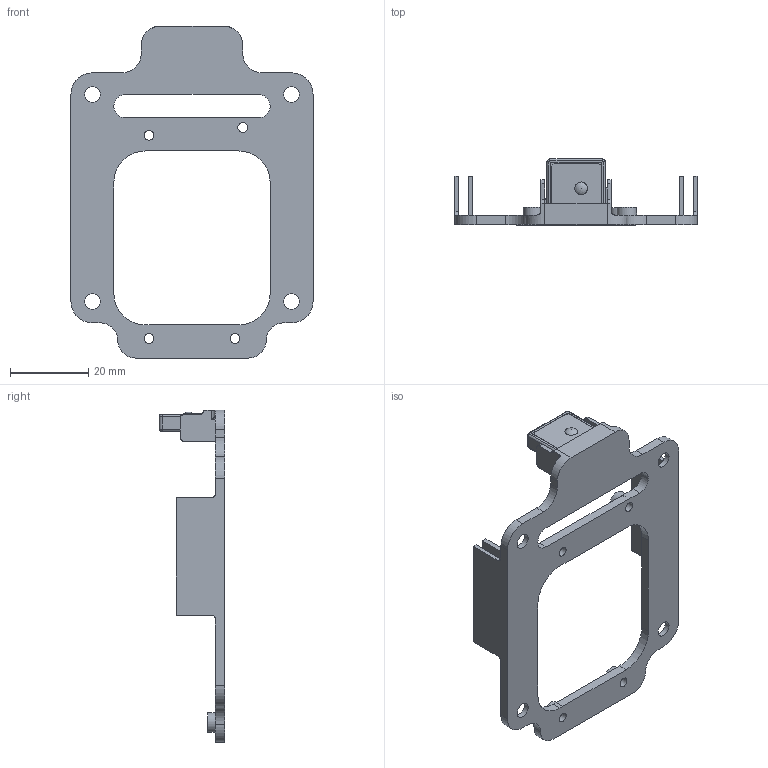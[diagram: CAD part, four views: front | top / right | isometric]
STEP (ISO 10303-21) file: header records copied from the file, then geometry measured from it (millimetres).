
FILE_DESCRIPTION(/* description */ (''),/* implementation_level */ '2;1');
FILE_NAME(/* name */ 'GNSS-Carrier-19007 v4.step',/* time_stamp */ '2022-03-27T19:53:34+08:00',/* author */ (''),/* organization */ (''),/* preprocessor_version */ 'ST-DEVELOPER v18.1',/* originating_system */ 'Autodesk Translation Framework v10.13.0.1454',/* authorisation */ '');
FILE_SCHEMA (('AUTOMOTIVE_DESIGN { 1 0 10303 214 3 1 1 }'));
Length unit declared in the file: millimetre
Products named in the file (7): GNSS-Carrier-19007; GPS_Antenna_Assembly; DEFAULT (4); DEFAULT; DEFAULT (1); DEFAULT (2); DEFAULT (3)
Assembly tree (6 placements, depth 4):
  GNSS-Carrier-19007
    GPS_Antenna_Assembly
      DEFAULT (4)
        DEFAULT
        DEFAULT (1)
        DEFAULT (2)
        DEFAULT (3)
Bounding box: 62 x 16.75 x 85 mm (x, y, z)
Volume: 6099.9 mm3; surface area: 11532.2 mm2
Topology: 1 solids, 76 shells, 280 faces, 886 edges, 676 vertices
Faces by surface type: cylinder 121, plane 115, torus 25, bspline 14, sphere 5
Full cylindrical faces by diameter (mm): 0.787 x1, 0.889 x1, 2.5 x4, 2.54 x1, 4 x4, 5 x4
Entity records: 11259 total; most frequent: CARTESIAN_POINT 3036, DIRECTION 1688, ORIENTED_EDGE 1440, EDGE_CURVE 881, VERTEX_POINT 675, AXIS2_PLACEMENT_3D 586, LINE 516, VECTOR 516
